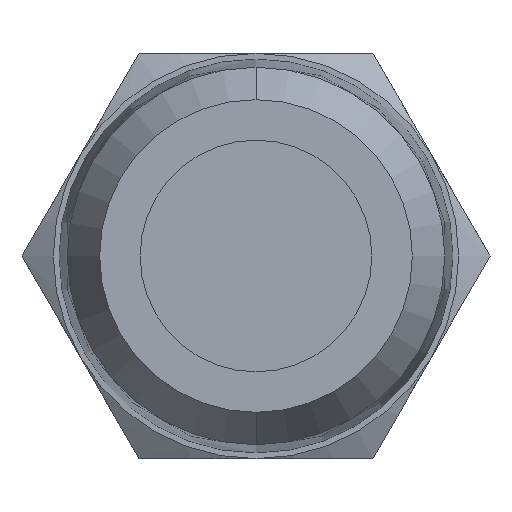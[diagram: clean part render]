
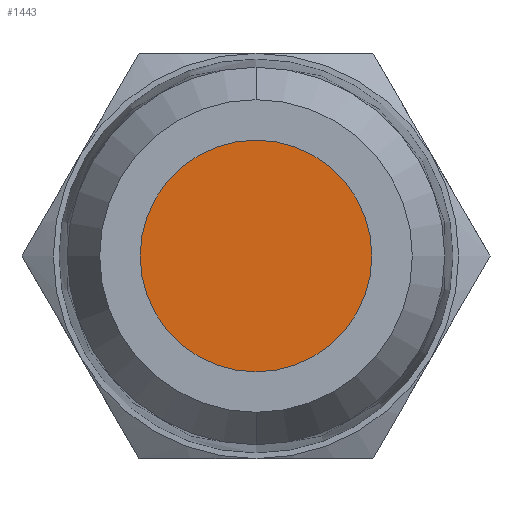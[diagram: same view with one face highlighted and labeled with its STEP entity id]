
A CAD part, front view. The second image highlights one B-rep face of the part: STEP entity #1443.
In plain terms, the highlighted planar face has unit normal (0, -1, 0).
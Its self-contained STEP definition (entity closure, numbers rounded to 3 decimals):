
#90 = CARTESIAN_POINT ( 'NONE',  ( 4., 1.426, 0. ) ) ;
#91 = CARTESIAN_POINT ( 'NONE',  ( -4., 1.426, 0. ) ) ;
#196 = CIRCLE ( 'NONE', #939, 4. ) ;
#210 = CIRCLE ( 'NONE', #945, 4. ) ;
#684 = CARTESIAN_POINT ( 'NONE',  ( 0., 1.426, 0. ) ) ;
#685 = DIRECTION ( 'NONE',  ( 0., 1., 0. ) ) ;
#686 = DIRECTION ( 'NONE',  ( 0., 0., 1. ) ) ;
#706 = CARTESIAN_POINT ( 'NONE',  ( 0., 1.426, 0. ) ) ;
#707 = DIRECTION ( 'NONE',  ( 0., 1., 0. ) ) ;
#708 = DIRECTION ( 'NONE',  ( 0., 0., 1. ) ) ;
#851 = AXIS2_PLACEMENT_3D ( 'NONE', #1255, #1256, #1257 ) ;
#939 = AXIS2_PLACEMENT_3D ( 'NONE', #684, #685, #686 ) ;
#945 = AXIS2_PLACEMENT_3D ( 'NONE', #706, #707, #708 ) ;
#1008 = FACE_OUTER_BOUND ( 'NONE', #2223, .T. ) ;
#1247 = PLANE ( 'NONE',  #851 ) ;
#1255 = CARTESIAN_POINT ( 'NONE',  ( 0., 1.426, 0. ) ) ;
#1256 = DIRECTION ( 'NONE',  ( 0., 1., 0. ) ) ;
#1257 = DIRECTION ( 'NONE',  ( 0., 0., 1. ) ) ;
#1443 = ADVANCED_FACE ( 'NONE', ( #1008 ), #1247, .F. ) ;
#1917 = EDGE_CURVE ( 'NONE', #2533, #2534, #196, .T. ) ;
#1926 = EDGE_CURVE ( 'NONE', #2534, #2533, #210, .T. ) ;
#2223 = EDGE_LOOP ( 'NONE', ( #2408, #2409 ) ) ;
#2408 = ORIENTED_EDGE ( 'NONE', *, *, #1926, .F. ) ;
#2409 = ORIENTED_EDGE ( 'NONE', *, *, #1917, .F. ) ;
#2533 = VERTEX_POINT ( 'NONE', #90 ) ;
#2534 = VERTEX_POINT ( 'NONE', #91 ) ;
